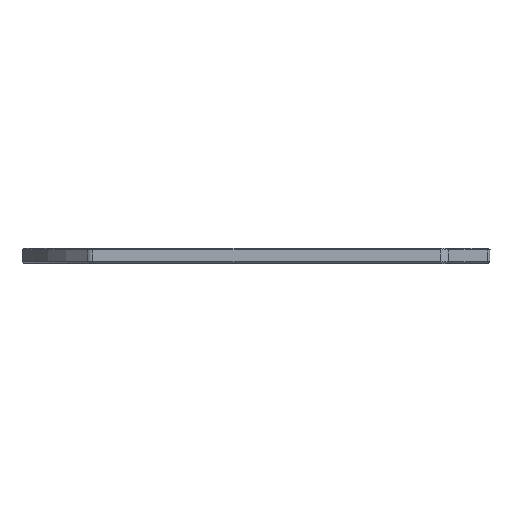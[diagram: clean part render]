
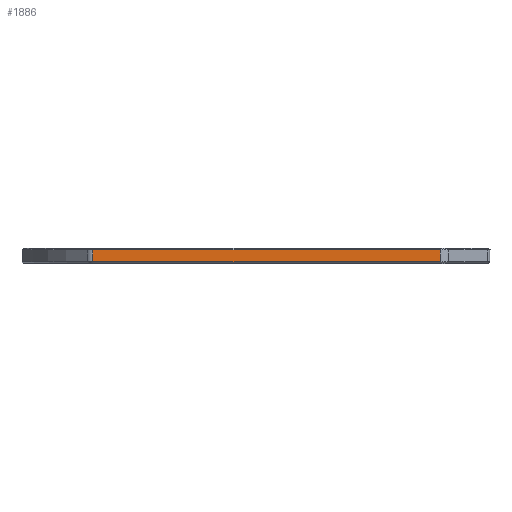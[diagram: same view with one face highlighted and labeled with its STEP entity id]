
A CAD part, top view. The second image highlights one B-rep face of the part: STEP entity #1886.
In plain terms, the highlighted planar face has unit normal (0, 0, 1).
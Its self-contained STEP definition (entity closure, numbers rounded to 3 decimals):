
#28 = CARTESIAN_POINT ( 'NONE',  ( -226.595, 20., 228.5 ) ) ;
#59 = VERTEX_POINT ( 'NONE', #9342 ) ;
#537 = VECTOR ( 'NONE', #8656, 1000. ) ;
#635 = EDGE_CURVE ( 'NONE', #59, #967, #5416, .T. ) ;
#967 = VERTEX_POINT ( 'NONE', #4034 ) ;
#1118 = LINE ( 'NONE', #7906, #537 ) ;
#1170 = VECTOR ( 'NONE', #1563, 1000. ) ;
#1312 = AXIS2_PLACEMENT_3D ( 'NONE', #28, #8100, #5134 ) ;
#1496 = CARTESIAN_POINT ( 'NONE',  ( 10.503, 18., 228.5 ) ) ;
#1563 = DIRECTION ( 'NONE',  ( 1., 0., 0. ) ) ;
#1847 = EDGE_CURVE ( 'NONE', #3412, #6218, #6878, .T. ) ;
#1886 = ADVANCED_FACE ( 'NONE', ( #3892 ), #4393, .T. ) ;
#2651 = ORIENTED_EDGE ( 'NONE', *, *, #9328, .T. ) ;
#3412 = VERTEX_POINT ( 'NONE', #3841 ) ;
#3429 = VECTOR ( 'NONE', #3523, 1000. ) ;
#3456 = ORIENTED_EDGE ( 'NONE', *, *, #8382, .F. ) ;
#3523 = DIRECTION ( 'NONE',  ( 0., -1., 0. ) ) ;
#3841 = CARTESIAN_POINT ( 'NONE',  ( -222.79, 18., 228.5 ) ) ;
#3892 = FACE_OUTER_BOUND ( 'NONE', #7290, .T. ) ;
#4034 = CARTESIAN_POINT ( 'NONE',  ( 243.796, 2., 228.5 ) ) ;
#4393 = PLANE ( 'NONE',  #1312 ) ;
#5134 = DIRECTION ( 'NONE',  ( 1., 0., 0. ) ) ;
#5416 = LINE ( 'NONE', #6793, #1170 ) ;
#6218 = VERTEX_POINT ( 'NONE', #8052 ) ;
#6406 = VECTOR ( 'NONE', #7336, 1000. ) ;
#6793 = CARTESIAN_POINT ( 'NONE',  ( -226.595, 2., 228.5 ) ) ;
#6878 = LINE ( 'NONE', #1496, #6406 ) ;
#7290 = EDGE_LOOP ( 'NONE', ( #2651, #9200, #3456, #7420 ) ) ;
#7336 = DIRECTION ( 'NONE',  ( 1., 0., 0. ) ) ;
#7420 = ORIENTED_EDGE ( 'NONE', *, *, #1847, .F. ) ;
#7906 = CARTESIAN_POINT ( 'NONE',  ( -222.79, 20., 228.5 ) ) ;
#8052 = CARTESIAN_POINT ( 'NONE',  ( 243.796, 18., 228.5 ) ) ;
#8100 = DIRECTION ( 'NONE',  ( 0., 0., 1. ) ) ;
#8382 = EDGE_CURVE ( 'NONE', #6218, #967, #8849, .T. ) ;
#8652 = CARTESIAN_POINT ( 'NONE',  ( 243.796, -26.072, 228.5 ) ) ;
#8656 = DIRECTION ( 'NONE',  ( 0., -1., 0. ) ) ;
#8849 = LINE ( 'NONE', #8652, #3429 ) ;
#9200 = ORIENTED_EDGE ( 'NONE', *, *, #635, .T. ) ;
#9328 = EDGE_CURVE ( 'NONE', #3412, #59, #1118, .T. ) ;
#9342 = CARTESIAN_POINT ( 'NONE',  ( -222.79, 2., 228.5 ) ) ;
